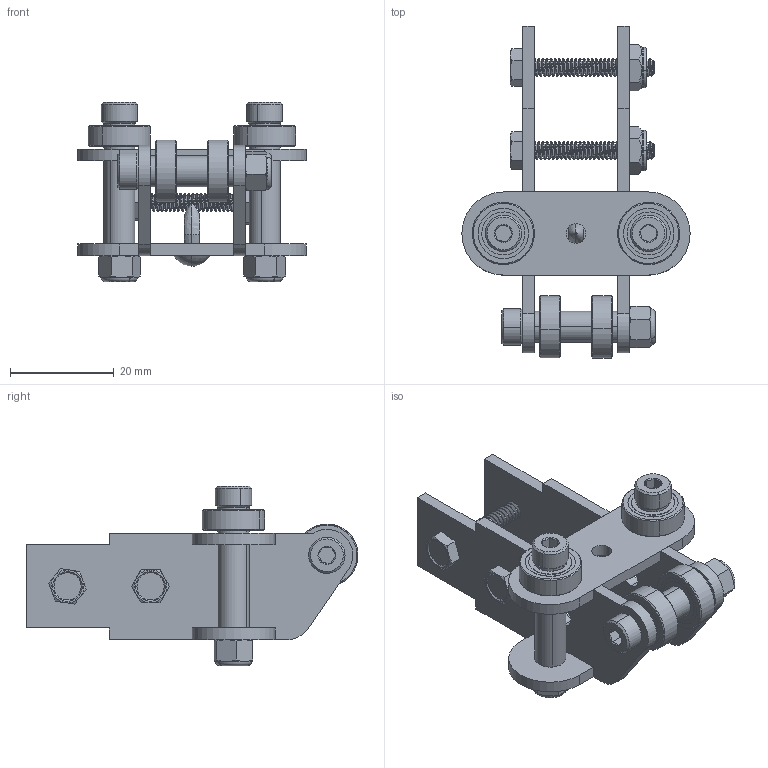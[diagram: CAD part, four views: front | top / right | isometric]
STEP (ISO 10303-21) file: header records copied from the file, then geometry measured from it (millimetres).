
FILE_DESCRIPTION (( 'STEP AP214' ), '1' );
FILE_NAME ('am-xxxx S3 Linear Motion Bearing Assembly.STEP', '2019-08-29T14:12:30', ( '' ), ( '' ), 'SwSTEP 2.0', 'SolidWorks 2019', '' );
FILE_SCHEMA (( 'AUTOMOTIVE_DESIGN' ));
Length unit declared in the file: inch
Products named in the file (13): 6-32 x 1000 HHCS_93075A153; 6mm x 12mm Non-Flanged_7804K142; Tee Bearing Plate; 93657A008_NYLON UNTHREADED SPACER_93657A008; 6-32 Nylock Jam Nut; Bearing Support Bracket; 90128A217_ZNC-PLTD ALLOY STL SCKT HEAD CAP SCREW_90128A217; 94669A022_ALUM UNTHRD SPACER_94669A022; am-1504 S3 Push in Rivet_90218A114; am-xxxx S3 Linear Motion Bearing Assembly; 93657A022_NYLON UNTHREADED SPACER_93657A022; 90576A103_ZINC-PLATED CLASS 8 STL NYLON-INSERT LOCKNUT_90576A103; 90128A219_ZNC-PLTD ALLOY STL SCKT HEAD CAP SCREW_90128A219
Assembly tree (24 placements, depth 2):
  am-xxxx S3 Linear Motion Bearing Assembly
    Bearing Support Bracket  x2
    93657A022_NYLON UNTHREADED SPACER_93657A022
    6mm x 12mm Non-Flanged_7804K142  x4
    90128A217_ZNC-PLTD ALLOY STL SCKT HEAD CAP SCREW_90128A217
    90576A103_ZINC-PLATED CLASS 8 STL NYLON-INSERT LOCKNUT_90576A103  x3
    Tee Bearing Plate  x2
    94669A022_ALUM UNTHRD SPACER_94669A022  x2
    90128A219_ZNC-PLTD ALLOY STL SCKT HEAD CAP SCREW_90128A219  x2
    93657A008_NYLON UNTHREADED SPACER_93657A008  x2
    am-1504 S3 Push in Rivet_90218A114
    6-32 x 1000 HHCS_93075A153  x2
    6-32 Nylock Jam Nut  x2
Bounding box: 44 x 63.99 x 34.57 mm (x, y, z)
Volume: 12222.8 mm3; surface area: 18694.5 mm2
Topology: 89 solids, 89 shells, 1320 faces, 3388 edges, 2165 vertices
Faces by surface type: cylinder 733, cone 232, plane 195, sphere 100, torus 48, bspline 12
Entity records: 32454 total; most frequent: CARTESIAN_POINT 17712, ORIENTED_EDGE 3208, DIRECTION 2522, EDGE_CURVE 1604, VERTEX_POINT 1035, AXIS2_PLACEMENT_3D 980, EDGE_LOOP 679, FACE_OUTER_BOUND 635
